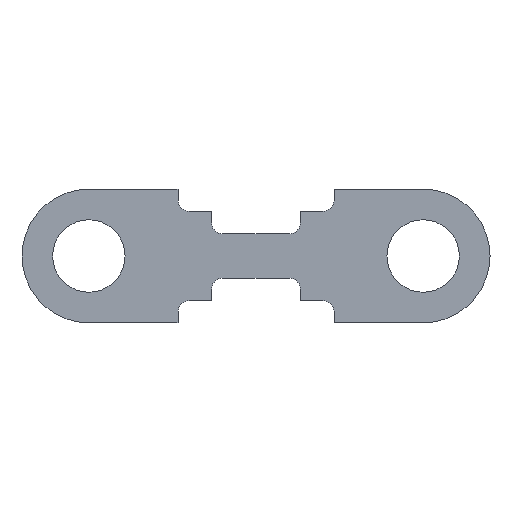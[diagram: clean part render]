
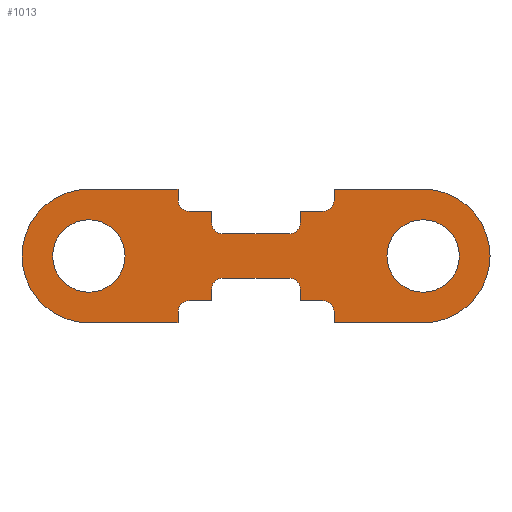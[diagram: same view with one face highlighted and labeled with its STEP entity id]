
A CAD part, top view. The second image highlights one B-rep face of the part: STEP entity #1013.
In plain terms, the highlighted planar face has unit normal (0, 0, 1).
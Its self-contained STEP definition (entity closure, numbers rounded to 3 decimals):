
#287 = VERTEX_POINT('',#288);
#288 = CARTESIAN_POINT('',(-7.,6.,1.));
#294 = EDGE_CURVE('',#287,#295,#297,.T.);
#295 = VERTEX_POINT('',#296);
#296 = CARTESIAN_POINT('',(-7.,5.,1.));
#297 = LINE('',#298,#299);
#298 = CARTESIAN_POINT('',(-7.,6.,1.));
#299 = VECTOR('',#300,1.);
#300 = DIRECTION('',(0.,-1.,0.));
#318 = VERTEX_POINT('',#319);
#319 = CARTESIAN_POINT('',(-6.,4.,1.));
#325 = EDGE_CURVE('',#295,#318,#326,.T.);
#326 = CIRCLE('',#327,1.);
#327 = AXIS2_PLACEMENT_3D('',#328,#329,#330);
#328 = CARTESIAN_POINT('',(-6.,5.,1.));
#329 = DIRECTION('',(0.,0.,1.));
#330 = DIRECTION('',(0.,-1.,0.));
#342 = VERTEX_POINT('',#343);
#343 = CARTESIAN_POINT('',(-15.,6.,1.));
#349 = EDGE_CURVE('',#342,#287,#350,.T.);
#350 = LINE('',#351,#352);
#351 = CARTESIAN_POINT('',(-15.,6.,1.));
#352 = VECTOR('',#353,1.);
#353 = DIRECTION('',(1.,0.,0.));
#367 = EDGE_CURVE('',#318,#368,#370,.T.);
#368 = VERTEX_POINT('',#369);
#369 = CARTESIAN_POINT('',(-4.,4.,1.));
#370 = LINE('',#371,#372);
#371 = CARTESIAN_POINT('',(-7.,4.,1.));
#372 = VECTOR('',#373,1.);
#373 = DIRECTION('',(1.,0.,0.));
#390 = EDGE_CURVE('',#342,#391,#393,.T.);
#391 = VERTEX_POINT('',#392);
#392 = CARTESIAN_POINT('',(-15.,-6.,1.));
#393 = CIRCLE('',#394,6.);
#394 = AXIS2_PLACEMENT_3D('',#395,#396,#397);
#395 = CARTESIAN_POINT('',(-15.,0.,1.));
#396 = DIRECTION('',(0.,0.,1.));
#397 = DIRECTION('',(1.,0.,0.));
#416 = EDGE_CURVE('',#368,#417,#419,.T.);
#417 = VERTEX_POINT('',#418);
#418 = CARTESIAN_POINT('',(-4.,3.,1.));
#419 = LINE('',#420,#421);
#420 = CARTESIAN_POINT('',(-4.,4.,1.));
#421 = VECTOR('',#422,1.);
#422 = DIRECTION('',(0.,-1.,0.));
#439 = VERTEX_POINT('',#440);
#440 = CARTESIAN_POINT('',(-7.,-6.,1.));
#446 = EDGE_CURVE('',#439,#391,#447,.T.);
#447 = LINE('',#448,#449);
#448 = CARTESIAN_POINT('',(-7.,-6.,1.));
#449 = VECTOR('',#450,1.);
#450 = DIRECTION('',(-1.,0.,0.));
#464 = VERTEX_POINT('',#465);
#465 = CARTESIAN_POINT('',(-3.,2.,1.));
#471 = EDGE_CURVE('',#417,#464,#472,.T.);
#472 = CIRCLE('',#473,1.);
#473 = AXIS2_PLACEMENT_3D('',#474,#475,#476);
#474 = CARTESIAN_POINT('',(-3.,3.,1.));
#475 = DIRECTION('',(0.,0.,1.));
#476 = DIRECTION('',(0.,-1.,0.));
#489 = VERTEX_POINT('',#490);
#490 = CARTESIAN_POINT('',(-7.,-5.,1.));
#496 = EDGE_CURVE('',#489,#439,#497,.T.);
#497 = LINE('',#498,#499);
#498 = CARTESIAN_POINT('',(-7.,-4.,1.));
#499 = VECTOR('',#500,1.);
#500 = DIRECTION('',(0.,-1.,0.));
#513 = EDGE_CURVE('',#464,#514,#516,.T.);
#514 = VERTEX_POINT('',#515);
#515 = CARTESIAN_POINT('',(3.,2.,1.));
#516 = LINE('',#517,#518);
#517 = CARTESIAN_POINT('',(-4.,2.,1.));
#518 = VECTOR('',#519,1.);
#519 = DIRECTION('',(1.,0.,0.));
#537 = VERTEX_POINT('',#538);
#538 = CARTESIAN_POINT('',(-6.,-4.,1.));
#544 = EDGE_CURVE('',#489,#537,#545,.T.);
#545 = CIRCLE('',#546,1.);
#546 = AXIS2_PLACEMENT_3D('',#547,#548,#549);
#547 = CARTESIAN_POINT('',(-6.,-5.,1.));
#548 = DIRECTION('',(-0.,-0.,-1.));
#549 = DIRECTION('',(0.,-1.,0.));
#562 = VERTEX_POINT('',#563);
#563 = CARTESIAN_POINT('',(4.,3.,1.));
#569 = EDGE_CURVE('',#514,#562,#570,.T.);
#570 = CIRCLE('',#571,1.);
#571 = AXIS2_PLACEMENT_3D('',#572,#573,#574);
#572 = CARTESIAN_POINT('',(3.,3.,1.));
#573 = DIRECTION('',(0.,0.,1.));
#574 = DIRECTION('',(0.,-1.,0.));
#587 = VERTEX_POINT('',#588);
#588 = CARTESIAN_POINT('',(-4.,-4.,1.));
#594 = EDGE_CURVE('',#587,#537,#595,.T.);
#595 = LINE('',#596,#597);
#596 = CARTESIAN_POINT('',(-4.,-4.,1.));
#597 = VECTOR('',#598,1.);
#598 = DIRECTION('',(-1.,0.,0.));
#611 = EDGE_CURVE('',#562,#612,#614,.T.);
#612 = VERTEX_POINT('',#613);
#613 = CARTESIAN_POINT('',(4.,4.,1.));
#614 = LINE('',#615,#616);
#615 = CARTESIAN_POINT('',(4.,2.,1.));
#616 = VECTOR('',#617,1.);
#617 = DIRECTION('',(0.,1.,0.));
#635 = VERTEX_POINT('',#636);
#636 = CARTESIAN_POINT('',(-4.,-3.,1.));
#642 = EDGE_CURVE('',#635,#587,#643,.T.);
#643 = LINE('',#644,#645);
#644 = CARTESIAN_POINT('',(-4.,-2.,1.));
#645 = VECTOR('',#646,1.);
#646 = DIRECTION('',(0.,-1.,0.));
#659 = EDGE_CURVE('',#612,#660,#662,.T.);
#660 = VERTEX_POINT('',#661);
#661 = CARTESIAN_POINT('',(6.,4.,1.));
#662 = LINE('',#663,#664);
#663 = CARTESIAN_POINT('',(4.,4.,1.));
#664 = VECTOR('',#665,1.);
#665 = DIRECTION('',(1.,0.,0.));
#683 = VERTEX_POINT('',#684);
#684 = CARTESIAN_POINT('',(-3.,-2.,1.));
#690 = EDGE_CURVE('',#635,#683,#691,.T.);
#691 = CIRCLE('',#692,1.);
#692 = AXIS2_PLACEMENT_3D('',#693,#694,#695);
#693 = CARTESIAN_POINT('',(-3.,-3.,1.));
#694 = DIRECTION('',(-0.,-0.,-1.));
#695 = DIRECTION('',(0.,-1.,0.));
#708 = VERTEX_POINT('',#709);
#709 = CARTESIAN_POINT('',(7.,5.,1.));
#715 = EDGE_CURVE('',#660,#708,#716,.T.);
#716 = CIRCLE('',#717,1.);
#717 = AXIS2_PLACEMENT_3D('',#718,#719,#720);
#718 = CARTESIAN_POINT('',(6.,5.,1.));
#719 = DIRECTION('',(0.,0.,1.));
#720 = DIRECTION('',(0.,-1.,0.));
#733 = VERTEX_POINT('',#734);
#734 = CARTESIAN_POINT('',(3.,-2.,1.));
#740 = EDGE_CURVE('',#733,#683,#741,.T.);
#741 = LINE('',#742,#743);
#742 = CARTESIAN_POINT('',(4.,-2.,1.));
#743 = VECTOR('',#744,1.);
#744 = DIRECTION('',(-1.,0.,0.));
#757 = EDGE_CURVE('',#708,#758,#760,.T.);
#758 = VERTEX_POINT('',#759);
#759 = CARTESIAN_POINT('',(7.,6.,1.));
#760 = LINE('',#761,#762);
#761 = CARTESIAN_POINT('',(7.,4.,1.));
#762 = VECTOR('',#763,1.);
#763 = DIRECTION('',(0.,1.,0.));
#781 = VERTEX_POINT('',#782);
#782 = CARTESIAN_POINT('',(4.,-3.,1.));
#788 = EDGE_CURVE('',#733,#781,#789,.T.);
#789 = CIRCLE('',#790,1.);
#790 = AXIS2_PLACEMENT_3D('',#791,#792,#793);
#791 = CARTESIAN_POINT('',(3.,-3.,1.));
#792 = DIRECTION('',(-0.,-0.,-1.));
#793 = DIRECTION('',(0.,-1.,0.));
#805 = EDGE_CURVE('',#758,#806,#808,.T.);
#806 = VERTEX_POINT('',#807);
#807 = CARTESIAN_POINT('',(15.,6.,1.));
#808 = LINE('',#809,#810);
#809 = CARTESIAN_POINT('',(7.,6.,1.));
#810 = VECTOR('',#811,1.);
#811 = DIRECTION('',(1.,0.,0.));
#830 = VERTEX_POINT('',#831);
#831 = CARTESIAN_POINT('',(4.,-4.,1.));
#837 = EDGE_CURVE('',#830,#781,#838,.T.);
#838 = LINE('',#839,#840);
#839 = CARTESIAN_POINT('',(4.,-4.,1.));
#840 = VECTOR('',#841,1.);
#841 = DIRECTION('',(0.,1.,0.));
#853 = VERTEX_POINT('',#854);
#854 = CARTESIAN_POINT('',(15.,-6.,1.));
#860 = EDGE_CURVE('',#853,#806,#861,.T.);
#861 = CIRCLE('',#862,6.);
#862 = AXIS2_PLACEMENT_3D('',#863,#864,#865);
#863 = CARTESIAN_POINT('',(15.,0.,1.));
#864 = DIRECTION('',(0.,0.,1.));
#865 = DIRECTION('',(1.,0.,0.));
#879 = VERTEX_POINT('',#880);
#880 = CARTESIAN_POINT('',(6.,-4.,1.));
#886 = EDGE_CURVE('',#879,#830,#887,.T.);
#887 = LINE('',#888,#889);
#888 = CARTESIAN_POINT('',(7.,-4.,1.));
#889 = VECTOR('',#890,1.);
#890 = DIRECTION('',(-1.,0.,0.));
#902 = EDGE_CURVE('',#853,#903,#905,.T.);
#903 = VERTEX_POINT('',#904);
#904 = CARTESIAN_POINT('',(7.,-6.,1.));
#905 = LINE('',#906,#907);
#906 = CARTESIAN_POINT('',(15.,-6.,1.));
#907 = VECTOR('',#908,1.);
#908 = DIRECTION('',(-1.,0.,0.));
#927 = VERTEX_POINT('',#928);
#928 = CARTESIAN_POINT('',(7.,-5.,1.));
#934 = EDGE_CURVE('',#879,#927,#935,.T.);
#935 = CIRCLE('',#936,1.);
#936 = AXIS2_PLACEMENT_3D('',#937,#938,#939);
#937 = CARTESIAN_POINT('',(6.,-5.,1.));
#938 = DIRECTION('',(-0.,-0.,-1.));
#939 = DIRECTION('',(0.,-1.,0.));
#952 = EDGE_CURVE('',#903,#927,#953,.T.);
#953 = LINE('',#954,#955);
#954 = CARTESIAN_POINT('',(7.,-6.,1.));
#955 = VECTOR('',#956,1.);
#956 = DIRECTION('',(0.,1.,0.));
#967 = EDGE_CURVE('',#968,#968,#970,.T.);
#968 = VERTEX_POINT('',#969);
#969 = CARTESIAN_POINT('',(-11.75,0.,1.));
#970 = CIRCLE('',#971,3.25);
#971 = AXIS2_PLACEMENT_3D('',#972,#973,#974);
#972 = CARTESIAN_POINT('',(-15.,0.,1.));
#973 = DIRECTION('',(0.,0.,1.));
#974 = DIRECTION('',(1.,0.,0.));
#992 = EDGE_CURVE('',#993,#993,#995,.T.);
#993 = VERTEX_POINT('',#994);
#994 = CARTESIAN_POINT('',(18.25,0.,1.));
#995 = CIRCLE('',#996,3.25);
#996 = AXIS2_PLACEMENT_3D('',#997,#998,#999);
#997 = CARTESIAN_POINT('',(15.,0.,1.));
#998 = DIRECTION('',(0.,0.,1.));
#999 = DIRECTION('',(1.,0.,0.));
#1013 = ADVANCED_FACE('',(#1014,#1044,#1047),#1050,.T.);
#1014 = FACE_BOUND('',#1015,.T.);
#1015 = EDGE_LOOP('',(#1016,#1017,#1018,#1019,#1020,#1021,#1022,#1023,
    #1024,#1025,#1026,#1027,#1028,#1029,#1030,#1031,#1032,#1033,#1034,
    #1035,#1036,#1037,#1038,#1039,#1040,#1041,#1042,#1043));
#1016 = ORIENTED_EDGE('',*,*,#294,.F.);
#1017 = ORIENTED_EDGE('',*,*,#349,.F.);
#1018 = ORIENTED_EDGE('',*,*,#390,.T.);
#1019 = ORIENTED_EDGE('',*,*,#446,.F.);
#1020 = ORIENTED_EDGE('',*,*,#496,.F.);
#1021 = ORIENTED_EDGE('',*,*,#544,.T.);
#1022 = ORIENTED_EDGE('',*,*,#594,.F.);
#1023 = ORIENTED_EDGE('',*,*,#642,.F.);
#1024 = ORIENTED_EDGE('',*,*,#690,.T.);
#1025 = ORIENTED_EDGE('',*,*,#740,.F.);
#1026 = ORIENTED_EDGE('',*,*,#788,.T.);
#1027 = ORIENTED_EDGE('',*,*,#837,.F.);
#1028 = ORIENTED_EDGE('',*,*,#886,.F.);
#1029 = ORIENTED_EDGE('',*,*,#934,.T.);
#1030 = ORIENTED_EDGE('',*,*,#952,.F.);
#1031 = ORIENTED_EDGE('',*,*,#902,.F.);
#1032 = ORIENTED_EDGE('',*,*,#860,.T.);
#1033 = ORIENTED_EDGE('',*,*,#805,.F.);
#1034 = ORIENTED_EDGE('',*,*,#757,.F.);
#1035 = ORIENTED_EDGE('',*,*,#715,.F.);
#1036 = ORIENTED_EDGE('',*,*,#659,.F.);
#1037 = ORIENTED_EDGE('',*,*,#611,.F.);
#1038 = ORIENTED_EDGE('',*,*,#569,.F.);
#1039 = ORIENTED_EDGE('',*,*,#513,.F.);
#1040 = ORIENTED_EDGE('',*,*,#471,.F.);
#1041 = ORIENTED_EDGE('',*,*,#416,.F.);
#1042 = ORIENTED_EDGE('',*,*,#367,.F.);
#1043 = ORIENTED_EDGE('',*,*,#325,.F.);
#1044 = FACE_BOUND('',#1045,.T.);
#1045 = EDGE_LOOP('',(#1046));
#1046 = ORIENTED_EDGE('',*,*,#967,.F.);
#1047 = FACE_BOUND('',#1048,.T.);
#1048 = EDGE_LOOP('',(#1049));
#1049 = ORIENTED_EDGE('',*,*,#992,.F.);
#1050 = PLANE('',#1051);
#1051 = AXIS2_PLACEMENT_3D('',#1052,#1053,#1054);
#1052 = CARTESIAN_POINT('',(0.,0.,1.));
#1053 = DIRECTION('',(0.,0.,1.));
#1054 = DIRECTION('',(1.,0.,0.));
